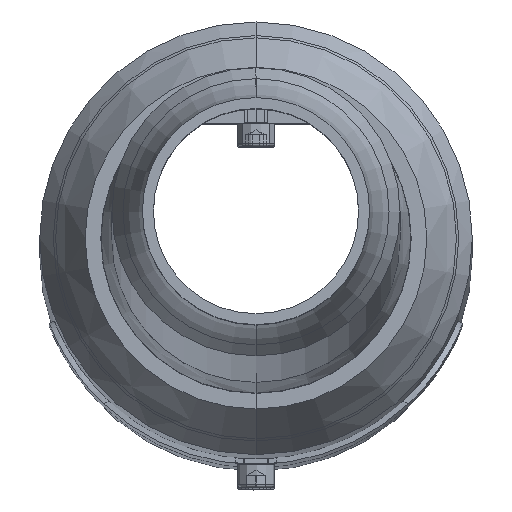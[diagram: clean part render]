
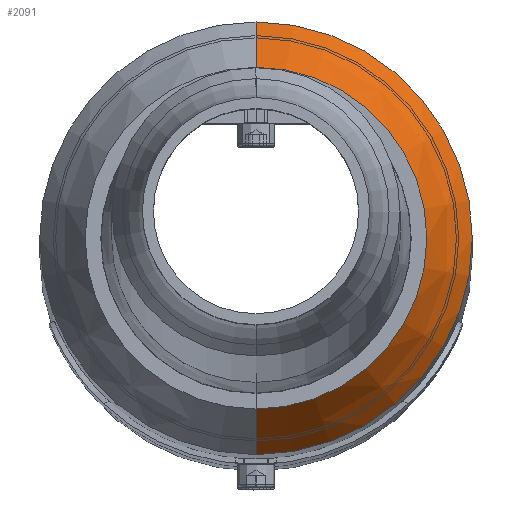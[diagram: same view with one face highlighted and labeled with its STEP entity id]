
A CAD part, top view. The second image highlights one B-rep face of the part: STEP entity #2091.
In plain terms, the highlighted conical face has half-angle 31 degrees and reference radius 45.133 mm.
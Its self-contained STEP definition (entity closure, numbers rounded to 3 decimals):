
#157 = EDGE_CURVE ( 'NONE', #847, #1531, #574, .T. ) ;
#242 = DIRECTION ( 'NONE',  ( 0., -1., 0. ) ) ;
#264 = VECTOR ( 'NONE', #3625, 1000. ) ;
#409 = VECTOR ( 'NONE', #637, 1000. ) ;
#492 = VERTEX_POINT ( 'NONE', #510 ) ;
#510 = CARTESIAN_POINT ( 'NONE',  ( 0., 2500., -45.133 ) ) ;
#574 = CIRCLE ( 'NONE', #2226, 57.15 ) ;
#631 = AXIS2_PLACEMENT_3D ( 'NONE', #3228, #242, #1682 ) ;
#637 = DIRECTION ( 'NONE',  ( 0., -0.857, 0.515 ) ) ;
#718 = CARTESIAN_POINT ( 'NONE',  ( 0., 2500., -45.133 ) ) ;
#847 = VERTEX_POINT ( 'NONE', #3936 ) ;
#1015 = EDGE_CURVE ( 'NONE', #2440, #492, #2112, .T. ) ;
#1090 = CARTESIAN_POINT ( 'NONE',  ( 0., 2480., -57.15 ) ) ;
#1115 = EDGE_LOOP ( 'NONE', ( #1128, #3230, #4075, #3294 ) ) ;
#1128 = ORIENTED_EDGE ( 'NONE', *, *, #1015, .F. ) ;
#1461 = CARTESIAN_POINT ( 'NONE',  ( 0., 2500., 45.133 ) ) ;
#1490 = CARTESIAN_POINT ( 'NONE',  ( 0., 2500., 0. ) ) ;
#1529 = CARTESIAN_POINT ( 'NONE',  ( 0., 2480., 0. ) ) ;
#1531 = VERTEX_POINT ( 'NONE', #1090 ) ;
#1597 = CARTESIAN_POINT ( 'NONE',  ( 0., 2500., 45.133 ) ) ;
#1682 = DIRECTION ( 'NONE',  ( 0., 0., -1. ) ) ;
#1840 = DIRECTION ( 'NONE',  ( 0., 1., 0. ) ) ;
#1911 = DIRECTION ( 'NONE',  ( 0., 0., 1. ) ) ;
#2091 = ADVANCED_FACE ( 'NONE', ( #4301 ), #2206, .T. ) ;
#2112 = CIRCLE ( 'NONE', #2483, 45.133 ) ;
#2206 = CONICAL_SURFACE ( 'NONE', #631, 45.133, 0.541 ) ;
#2226 = AXIS2_PLACEMENT_3D ( 'NONE', #1529, #2930, #1911 ) ;
#2440 = VERTEX_POINT ( 'NONE', #1597 ) ;
#2452 = DIRECTION ( 'NONE',  ( 0., 0., 1. ) ) ;
#2483 = AXIS2_PLACEMENT_3D ( 'NONE', #1490, #1840, #2452 ) ;
#2540 = LINE ( 'NONE', #718, #264 ) ;
#2930 = DIRECTION ( 'NONE',  ( 0., 1., 0. ) ) ;
#3172 = EDGE_CURVE ( 'NONE', #2440, #847, #3632, .T. ) ;
#3228 = CARTESIAN_POINT ( 'NONE',  ( 0., 2500., 0. ) ) ;
#3230 = ORIENTED_EDGE ( 'NONE', *, *, #3172, .T. ) ;
#3294 = ORIENTED_EDGE ( 'NONE', *, *, #3695, .F. ) ;
#3625 = DIRECTION ( 'NONE',  ( 0., -0.857, -0.515 ) ) ;
#3632 = LINE ( 'NONE', #1461, #409 ) ;
#3695 = EDGE_CURVE ( 'NONE', #492, #1531, #2540, .T. ) ;
#3936 = CARTESIAN_POINT ( 'NONE',  ( 0., 2480., 57.15 ) ) ;
#4075 = ORIENTED_EDGE ( 'NONE', *, *, #157, .T. ) ;
#4301 = FACE_OUTER_BOUND ( 'NONE', #1115, .T. ) ;
